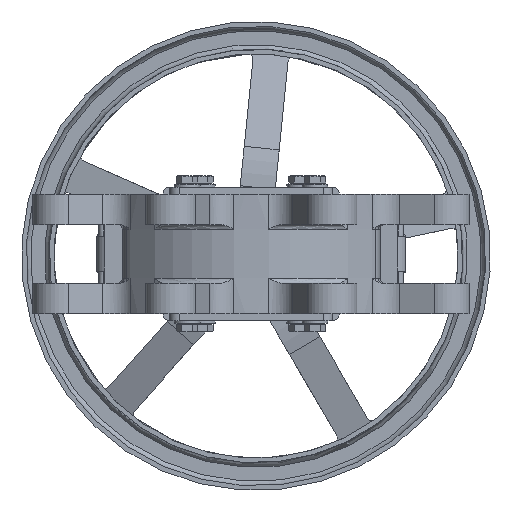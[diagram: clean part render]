
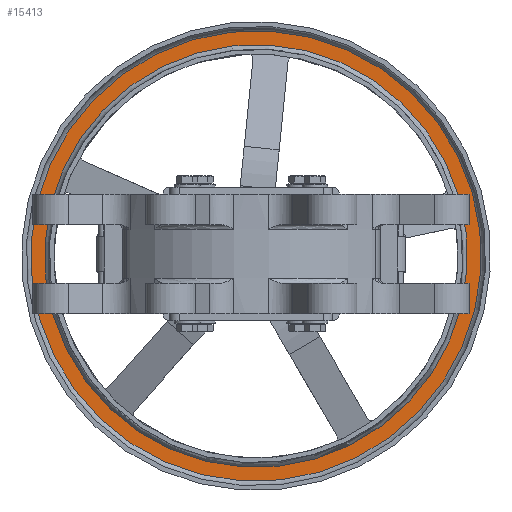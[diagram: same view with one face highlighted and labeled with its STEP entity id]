
A CAD part, front view. The second image highlights one B-rep face of the part: STEP entity #15413.
In plain terms, the highlighted planar face has unit normal (0, -1, 0).
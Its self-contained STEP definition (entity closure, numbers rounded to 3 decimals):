
#740=FACE_BOUND('',#3410,.T.);
#1657=CIRCLE('',#16946,90.123);
#1689=CIRCLE('',#17010,96.061);
#2488=FACE_OUTER_BOUND('',#3409,.T.);
#3409=EDGE_LOOP('',(#12987));
#3410=EDGE_LOOP('',(#12988));
#6883=VERTEX_POINT('',#27935);
#6937=VERTEX_POINT('',#28133);
#8906=EDGE_CURVE('',#6883,#6883,#1657,.T.);
#8995=EDGE_CURVE('',#6937,#6937,#1689,.F.);
#12987=ORIENTED_EDGE('',*,*,#8995,.F.);
#12988=ORIENTED_EDGE('',*,*,#8906,.T.);
#13885=PLANE('',#17011);
#15413=ADVANCED_FACE('',(#2488,#740),#13885,.F.);
#16946=AXIS2_PLACEMENT_3D('',#27936,#20727,#20728);
#17010=AXIS2_PLACEMENT_3D('',#28135,#20906,#20907);
#17011=AXIS2_PLACEMENT_3D('',#28136,#20908,#20909);
#20727=DIRECTION('center_axis',(0.,1.,0.));
#20728=DIRECTION('ref_axis',(0.,0.,1.));
#20906=DIRECTION('center_axis',(0.,-1.,0.));
#20907=DIRECTION('ref_axis',(0.,0.,1.));
#20908=DIRECTION('center_axis',(0.,1.,0.));
#20909=DIRECTION('ref_axis',(0.,0.,1.));
#27935=CARTESIAN_POINT('',(0.,27.522,-87.844));
#27936=CARTESIAN_POINT('Origin',(0.,27.522,2.28));
#28133=CARTESIAN_POINT('',(0.,27.522,-93.782));
#28135=CARTESIAN_POINT('Origin',(0.,27.522,2.28));
#28136=CARTESIAN_POINT('Origin',(0.,27.522,-87.233));
